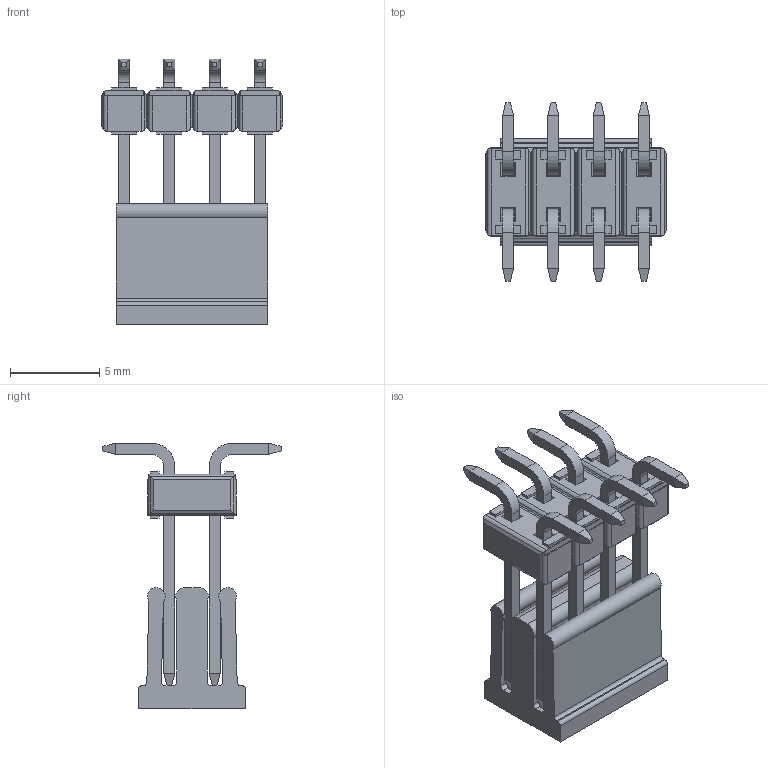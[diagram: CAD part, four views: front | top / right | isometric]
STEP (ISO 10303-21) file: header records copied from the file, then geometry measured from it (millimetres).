
FILE_DESCRIPTION(('Creo Elements/Direct Modeling STEP Export'),'2;1');
FILE_NAME('BAHEA008RA00.stp','2020-11-22T 9:32:59',(''),(''),'Creo Elements/Direct Modeling STEP processor for AP214 (Solid Model)','Creo Elements/Direct Modeling 18.1C 24-Feb-2013 (C) Parametric Technology GmbH','');
FILE_SCHEMA(('AUTOMOTIVE_DESIGN { 1 0 10303 214 1 1 1 1 }'));
Length unit declared in the file: millimetre
Products named in the file (12): _666-1432.PRT; _666-1437.PRT; _666-1427.PRT; _77-1397.PRT; _675-1402.PRT; _675-1407.PRT; _675-1412.PRT; _675-1417.PRT; _666-1422.PRT; 0180400212008-12.step; 零件1
Assembly tree (10 placements, depth 2):
  0180400212008-12.step
    _666-1422.PRT
    _675-1417.PRT
    _675-1412.PRT
    _675-1407.PRT
    _675-1402.PRT
    _77-1397.PRT
    _666-1427.PRT
    _666-1437.PRT
    _666-1432.PRT
  零件1
    零件1
Bounding box: 10.16 x 10 x 14.9 mm (x, y, z)
Volume: 380.4 mm3; surface area: 994.6 mm2
Topology: 10 solids, 10 shells, 454 faces, 1074 edges, 664 vertices
Faces by surface type: plane 394, cylinder 60
Entity records: 16572 total; most frequent: CARTESIAN_POINT 2411, ORIENTED_EDGE 2148, DIRECTION 2060, EDGE_CURVE 1074, VECTOR 954, LINE 954, VERTEX_POINT 664, AXIS2_PLACEMENT_3D 553
